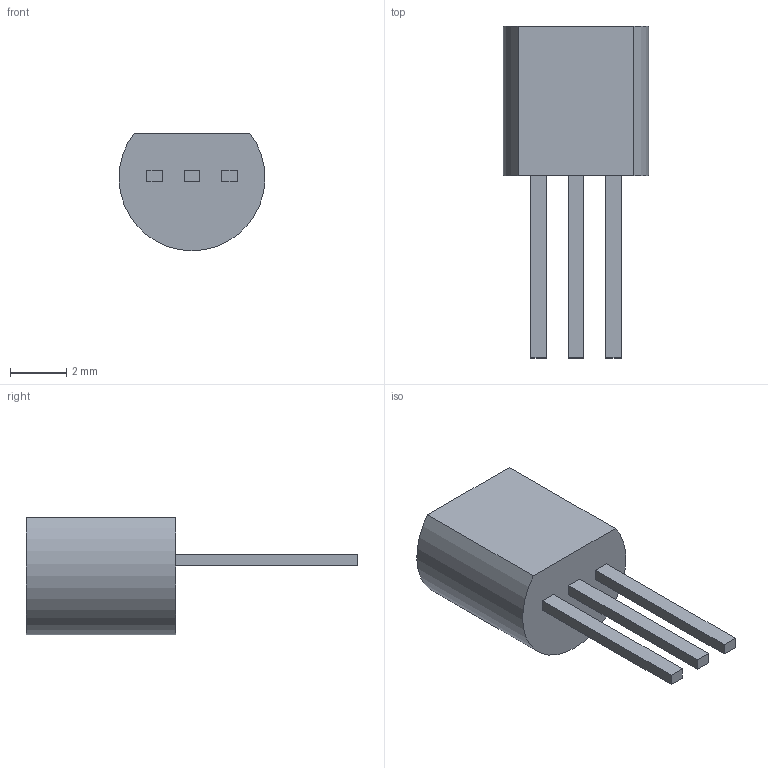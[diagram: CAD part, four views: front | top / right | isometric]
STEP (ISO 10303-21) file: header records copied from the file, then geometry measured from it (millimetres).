
FILE_DESCRIPTION (( 'STEP AP214' ), '1' );
FILE_NAME ('TO-92.STP', '2019-06-11T11:28:35', ( '' ), ( '' ), 'SwSTEP 2.0', 'SolidWorks 2015', '' );
FILE_SCHEMA (( 'AUTOMOTIVE_DESIGN' ));
Length unit declared in the file: millimetre
Products named in the file (1): TO-92
Bounding box: 5.21 x 11.84 x 4.19 mm (x, y, z)
Volume: 102.6 mm3; surface area: 159.9 mm2
Topology: 4 solids, 4 shells, 23 faces, 45 edges, 30 vertices
Faces by surface type: plane 21, cylinder 2
Entity records: 897 total; most frequent: CARTESIAN_POINT 99, DIRECTION 97, ORIENTED_EDGE 90, EDGE_CURVE 45, LINE 41, VECTOR 41, VERTEX_POINT 30, UNCERTAINTY_MEASURE_WITH_UNIT 29
